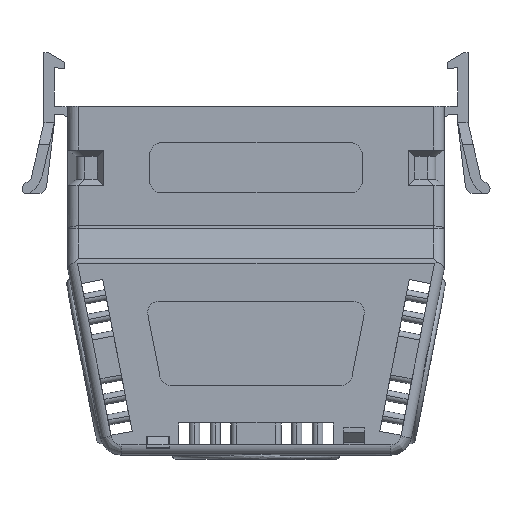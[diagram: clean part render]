
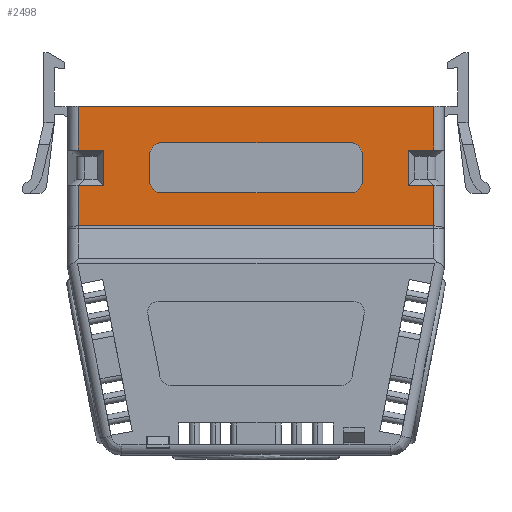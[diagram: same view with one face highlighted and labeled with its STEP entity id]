
A CAD part, front view. The second image highlights one B-rep face of the part: STEP entity #2498.
In plain terms, the highlighted planar face has unit normal (0, -1, 0).
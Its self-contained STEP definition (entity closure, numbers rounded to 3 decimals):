
#2498=ADVANCED_FACE('',(#3320,#3321),#3081,.T.);
#3081=PLANE('',#18500);
#3320=FACE_BOUND('',#4061,.T.);
#3321=FACE_BOUND('',#4062,.T.);
#4061=EDGE_LOOP('',(#8020,#8021,#8022,#8023,#8024,#8025,#8026,#8027));
#4062=EDGE_LOOP('',(#8028,#8029,#8030,#8031,#8032,#8033,#8034,#8035,#8036,
#8037,#8038,#8039));
#8020=ORIENTED_EDGE('',*,*,#11473,.T.);
#8021=ORIENTED_EDGE('',*,*,#11460,.T.);
#8022=ORIENTED_EDGE('',*,*,#11462,.T.);
#8023=ORIENTED_EDGE('',*,*,#11464,.T.);
#8024=ORIENTED_EDGE('',*,*,#11466,.T.);
#8025=ORIENTED_EDGE('',*,*,#11468,.T.);
#8026=ORIENTED_EDGE('',*,*,#11470,.T.);
#8027=ORIENTED_EDGE('',*,*,#11472,.T.);
#8028=ORIENTED_EDGE('',*,*,#12328,.T.);
#8029=ORIENTED_EDGE('',*,*,#12306,.T.);
#8030=ORIENTED_EDGE('',*,*,#12329,.T.);
#8031=ORIENTED_EDGE('',*,*,#11477,.T.);
#8032=ORIENTED_EDGE('',*,*,#12330,.F.);
#8033=ORIENTED_EDGE('',*,*,#11479,.T.);
#8034=ORIENTED_EDGE('',*,*,#11505,.T.);
#8035=ORIENTED_EDGE('',*,*,#11507,.T.);
#8036=ORIENTED_EDGE('',*,*,#11509,.T.);
#8037=ORIENTED_EDGE('',*,*,#11513,.T.);
#8038=ORIENTED_EDGE('',*,*,#12300,.T.);
#8039=ORIENTED_EDGE('',*,*,#12303,.T.);
#9587=VERTEX_POINT('',#25998);
#9588=VERTEX_POINT('',#26000);
#9589=VERTEX_POINT('',#26004);
#9590=VERTEX_POINT('',#26008);
#9591=VERTEX_POINT('',#26012);
#9592=VERTEX_POINT('',#26016);
#9593=VERTEX_POINT('',#26020);
#9594=VERTEX_POINT('',#26024);
#9595=VERTEX_POINT('',#26035);
#9598=VERTEX_POINT('',#26040);
#9600=VERTEX_POINT('',#26050);
#9601=VERTEX_POINT('',#26052);
#9618=VERTEX_POINT('',#26144);
#9619=VERTEX_POINT('',#26148);
#9620=VERTEX_POINT('',#26155);
#9622=VERTEX_POINT('',#26200);
#10138=VERTEX_POINT('',#28170);
#10140=VERTEX_POINT('',#28225);
#10142=VERTEX_POINT('',#28231);
#10143=VERTEX_POINT('',#28233);
#11460=EDGE_CURVE('',#9587,#9588,#13047,.T.);
#11462=EDGE_CURVE('',#9588,#9589,#14334,.T.);
#11464=EDGE_CURVE('',#9589,#9590,#13048,.T.);
#11466=EDGE_CURVE('',#9590,#9591,#14337,.T.);
#11468=EDGE_CURVE('',#9591,#9592,#13049,.T.);
#11470=EDGE_CURVE('',#9592,#9593,#14340,.T.);
#11472=EDGE_CURVE('',#9593,#9594,#13050,.T.);
#11473=EDGE_CURVE('',#9594,#9587,#14342,.T.);
#11477=EDGE_CURVE('',#9595,#9598,#14344,.T.);
#11479=EDGE_CURVE('',#9601,#9600,#14345,.T.);
#11505=EDGE_CURVE('',#9600,#9618,#14361,.T.);
#11507=EDGE_CURVE('',#9618,#9619,#14363,.T.);
#11509=EDGE_CURVE('',#9619,#9620,#14364,.T.);
#11513=EDGE_CURVE('',#9620,#9622,#14366,.T.);
#12300=EDGE_CURVE('',#9622,#10138,#14969,.T.);
#12303=EDGE_CURVE('',#10138,#10140,#14970,.T.);
#12306=EDGE_CURVE('',#10143,#10142,#14973,.T.);
#12328=EDGE_CURVE('',#10140,#10143,#14987,.T.);
#12329=EDGE_CURVE('',#10142,#9595,#14988,.T.);
#12330=EDGE_CURVE('',#9601,#9598,#14989,.T.);
#13047=CIRCLE('',#18068,3.);
#13048=CIRCLE('',#18071,3.);
#13049=CIRCLE('',#18074,3.);
#13050=CIRCLE('',#18077,3.);
#14334=LINE('',#26005,#16192);
#14337=LINE('',#26013,#16195);
#14340=LINE('',#26021,#16198);
#14342=LINE('',#26027,#16200);
#14344=LINE('',#26041,#16202);
#14345=LINE('',#26051,#16203);
#14361=LINE('',#26145,#16219);
#14363=LINE('',#26149,#16221);
#14364=LINE('',#26156,#16222);
#14366=LINE('',#26201,#16224);
#14969=LINE('',#28171,#16827);
#14970=LINE('',#28226,#16828);
#14973=LINE('',#28232,#16831);
#14987=LINE('',#28314,#16845);
#14988=LINE('',#28316,#16846);
#14989=LINE('',#28317,#16847);
#16192=VECTOR('',#20622,1.);
#16195=VECTOR('',#20631,1.);
#16198=VECTOR('',#20640,1.);
#16200=VECTOR('',#20648,1.);
#16202=VECTOR('',#20654,1.);
#16203=VECTOR('',#20657,1.);
#16219=VECTOR('',#20689,1.);
#16221=VECTOR('',#20693,1.);
#16222=VECTOR('',#20696,1.);
#16224=VECTOR('',#20700,1.);
#16827=VECTOR('',#22099,1.);
#16828=VECTOR('',#22102,1.);
#16831=VECTOR('',#22107,1.);
#16845=VECTOR('',#22133,1.);
#16846=VECTOR('',#22136,1.);
#16847=VECTOR('',#22137,1.);
#18068=AXIS2_PLACEMENT_3D('',#26001,#20617,#20618);
#18071=AXIS2_PLACEMENT_3D('',#26009,#20626,#20627);
#18074=AXIS2_PLACEMENT_3D('',#26017,#20635,#20636);
#18077=AXIS2_PLACEMENT_3D('',#26025,#20644,#20645);
#18500=AXIS2_PLACEMENT_3D('',#28318,#22138,#22139);
#20617=DIRECTION('',(0.,1.,0.));
#20618=DIRECTION('',(0.,0.,1.));
#20622=DIRECTION('',(0.,0.,-1.));
#20626=DIRECTION('',(0.,1.,0.));
#20627=DIRECTION('',(1.,0.,0.));
#20631=DIRECTION('',(-1.,0.,0.));
#20635=DIRECTION('',(0.,1.,0.));
#20636=DIRECTION('',(0.,0.,-1.));
#20640=DIRECTION('',(0.,0.,1.));
#20644=DIRECTION('',(0.,1.,0.));
#20645=DIRECTION('',(-1.,0.,0.));
#20648=DIRECTION('',(1.,0.,0.));
#20654=DIRECTION('',(0.,0.,1.));
#20657=DIRECTION('',(0.,0.,-1.));
#20689=DIRECTION('',(1.,0.,0.));
#20693=DIRECTION('',(0.,0.,-1.));
#20696=DIRECTION('',(-1.,0.,0.));
#20700=DIRECTION('',(0.,0.,-1.));
#22099=DIRECTION('',(1.,0.,0.));
#22102=DIRECTION('',(0.,0.,1.));
#22107=DIRECTION('',(0.,0.,1.));
#22133=DIRECTION('',(-1.,0.,0.));
#22136=DIRECTION('',(1.,0.,0.));
#22137=DIRECTION('',(1.,0.,0.));
#22138=DIRECTION('',(0.,-1.,0.));
#22139=DIRECTION('',(0.,0.,-1.));
#25998=CARTESIAN_POINT('',(22.5,-19.6,0.75));
#26000=CARTESIAN_POINT('',(25.5,-19.6,-2.25));
#26001=CARTESIAN_POINT('',(22.5,-19.6,-2.25));
#26004=CARTESIAN_POINT('',(25.5,-19.6,-8.25));
#26005=CARTESIAN_POINT('',(25.5,-19.6,-2.25));
#26008=CARTESIAN_POINT('',(22.5,-19.6,-11.25));
#26009=CARTESIAN_POINT('',(22.5,-19.6,-8.25));
#26012=CARTESIAN_POINT('',(-22.5,-19.6,-11.25));
#26013=CARTESIAN_POINT('',(22.5,-19.6,-11.25));
#26016=CARTESIAN_POINT('',(-25.5,-19.6,-8.25));
#26017=CARTESIAN_POINT('',(-22.5,-19.6,-8.25));
#26020=CARTESIAN_POINT('',(-25.5,-19.6,-2.25));
#26021=CARTESIAN_POINT('',(-25.5,-19.6,-8.25));
#26024=CARTESIAN_POINT('',(-22.5,-19.6,0.75));
#26025=CARTESIAN_POINT('',(-22.5,-19.6,-2.25));
#26027=CARTESIAN_POINT('',(-22.5,-19.6,0.75));
#26035=CARTESIAN_POINT('',(42.5,-19.6,-1.));
#26040=CARTESIAN_POINT('',(42.5,-19.6,9.5));
#26041=CARTESIAN_POINT('',(42.5,-19.6,-1.));
#26050=CARTESIAN_POINT('',(-42.5,-19.6,-1.));
#26051=CARTESIAN_POINT('',(-42.5,-19.6,9.5));
#26052=CARTESIAN_POINT('',(-42.5,-19.6,9.5));
#26144=CARTESIAN_POINT('',(-36.5,-19.6,-1.));
#26145=CARTESIAN_POINT('',(-42.5,-19.6,-1.));
#26148=CARTESIAN_POINT('',(-36.5,-19.6,-9.5));
#26149=CARTESIAN_POINT('',(-36.5,-19.6,-1.));
#26155=CARTESIAN_POINT('',(-42.5,-19.6,-9.5));
#26156=CARTESIAN_POINT('',(-36.5,-19.6,-9.5));
#26200=CARTESIAN_POINT('',(-42.5,-19.6,-19.149));
#26201=CARTESIAN_POINT('',(-42.5,-19.6,-9.5));
#28170=CARTESIAN_POINT('',(42.5,-19.6,-19.149));
#28171=CARTESIAN_POINT('',(-42.5,-19.6,-19.149));
#28225=CARTESIAN_POINT('',(42.5,-19.6,-9.5));
#28226=CARTESIAN_POINT('',(42.5,-19.6,-19.149));
#28231=CARTESIAN_POINT('',(36.5,-19.6,-1.));
#28232=CARTESIAN_POINT('',(36.5,-19.6,-9.5));
#28233=CARTESIAN_POINT('',(36.5,-19.6,-9.5));
#28314=CARTESIAN_POINT('',(42.5,-19.6,-9.5));
#28316=CARTESIAN_POINT('',(36.5,-19.6,-1.));
#28317=CARTESIAN_POINT('',(-42.5,-19.6,9.5));
#28318=CARTESIAN_POINT('',(-45.,-19.6,9.5));
